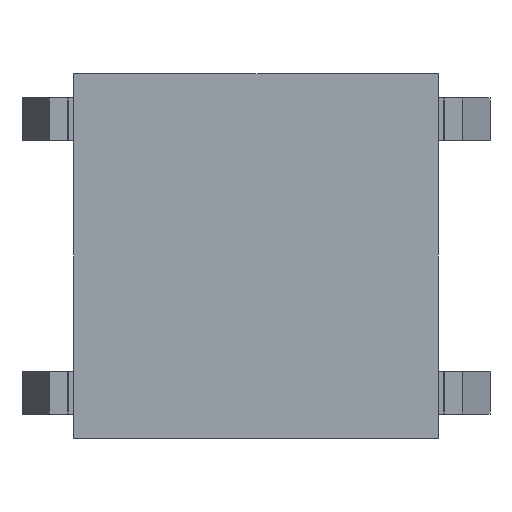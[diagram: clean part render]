
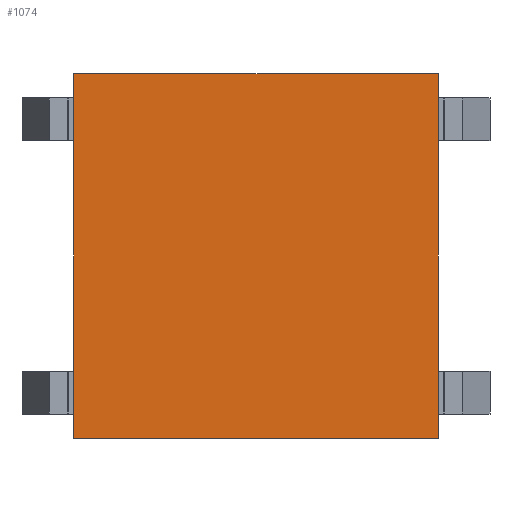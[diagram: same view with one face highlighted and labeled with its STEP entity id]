
A CAD part, front view. The second image highlights one B-rep face of the part: STEP entity #1074.
In plain terms, the highlighted planar face has unit normal (0, -1, 0).
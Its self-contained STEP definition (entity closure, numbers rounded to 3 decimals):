
#10 = CARTESIAN_POINT ( 'NONE',  ( -3.893, -0.354, -3. ) ) ;
#12 = DIRECTION ( 'NONE',  ( 0., 0., -1. ) ) ;
#34 = VECTOR ( 'NONE', #1089, 1000. ) ;
#48 = ORIENTED_EDGE ( 'NONE', *, *, #2321, .F. ) ;
#127 = DIRECTION ( 'NONE',  ( 0., 0., 1. ) ) ;
#176 = CARTESIAN_POINT ( 'NONE',  ( -3.893, -0.354, 3. ) ) ;
#197 = ORIENTED_EDGE ( 'NONE', *, *, #1625, .F. ) ;
#201 = CARTESIAN_POINT ( 'NONE',  ( -3.893, -0.354, 3. ) ) ;
#213 = AXIS2_PLACEMENT_3D ( 'NONE', #201, #1102, #12 ) ;
#238 = LINE ( 'NONE', #1309, #1832 ) ;
#349 = FACE_OUTER_BOUND ( 'NONE', #1526, .T. ) ;
#463 = VERTEX_POINT ( 'NONE', #1125 ) ;
#544 = CARTESIAN_POINT ( 'NONE',  ( -3.893, -0.354, 3. ) ) ;
#731 = DIRECTION ( 'NONE',  ( 1., 0., 0. ) ) ;
#744 = LINE ( 'NONE', #176, #1176 ) ;
#901 = LINE ( 'NONE', #10, #34 ) ;
#909 = VERTEX_POINT ( 'NONE', #1750 ) ;
#921 = PLANE ( 'NONE',  #213 ) ;
#1074 = ADVANCED_FACE ( 'NONE', ( #349 ), #921, .F. ) ;
#1077 = VECTOR ( 'NONE', #127, 1000. ) ;
#1089 = DIRECTION ( 'NONE',  ( -1., 0., 0. ) ) ;
#1102 = DIRECTION ( 'NONE',  ( 0., 1., 0. ) ) ;
#1125 = CARTESIAN_POINT ( 'NONE',  ( -3.893, -0.354, -3. ) ) ;
#1176 = VECTOR ( 'NONE', #731, 1000. ) ;
#1205 = ORIENTED_EDGE ( 'NONE', *, *, #2047, .F. ) ;
#1209 = CARTESIAN_POINT ( 'NONE',  ( 2.107, -0.354, 3. ) ) ;
#1276 = DIRECTION ( 'NONE',  ( 0., 0., -1. ) ) ;
#1309 = CARTESIAN_POINT ( 'NONE',  ( 2.107, -0.354, 3. ) ) ;
#1417 = VERTEX_POINT ( 'NONE', #1209 ) ;
#1526 = EDGE_LOOP ( 'NONE', ( #1205, #197, #48, #1808 ) ) ;
#1611 = EDGE_CURVE ( 'NONE', #1732, #463, #901, .T. ) ;
#1625 = EDGE_CURVE ( 'NONE', #909, #1417, #744, .T. ) ;
#1732 = VERTEX_POINT ( 'NONE', #2096 ) ;
#1750 = CARTESIAN_POINT ( 'NONE',  ( -3.893, -0.354, 3. ) ) ;
#1808 = ORIENTED_EDGE ( 'NONE', *, *, #1611, .F. ) ;
#1832 = VECTOR ( 'NONE', #1276, 1000. ) ;
#2047 = EDGE_CURVE ( 'NONE', #1417, #1732, #238, .T. ) ;
#2096 = CARTESIAN_POINT ( 'NONE',  ( 2.107, -0.354, -3. ) ) ;
#2176 = LINE ( 'NONE', #544, #1077 ) ;
#2321 = EDGE_CURVE ( 'NONE', #463, #909, #2176, .T. ) ;
